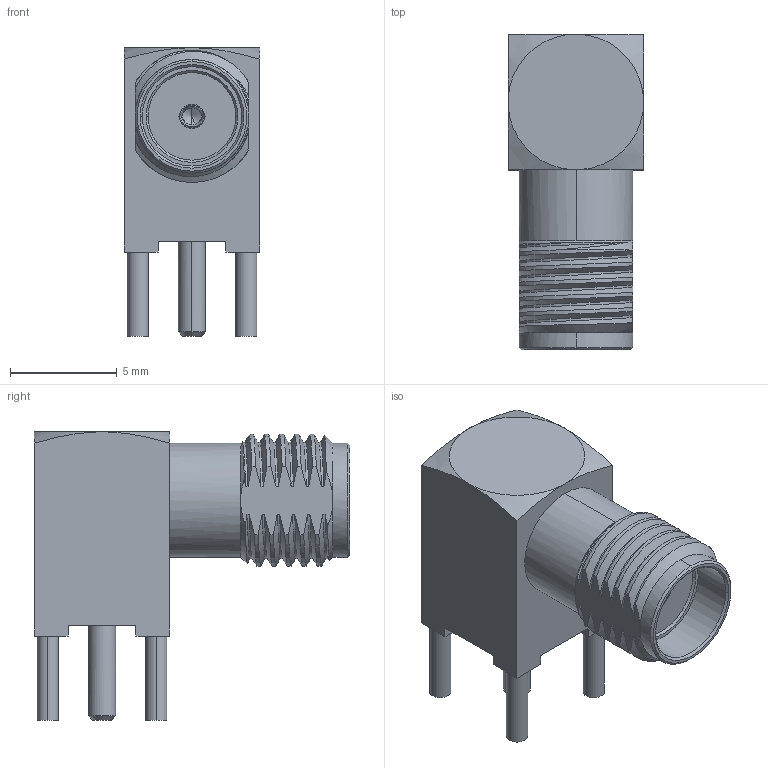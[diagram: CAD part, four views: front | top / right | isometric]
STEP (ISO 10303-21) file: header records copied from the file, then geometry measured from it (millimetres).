
FILE_DESCRIPTION((''),'2;1');
FILE_NAME('SMA6252D1-3GT5GP-50_SW0001','2019-04-03T',('Kaviyarasan'),(''),'CREO PARAMETRIC BY PTC INC, 2017020','CREO PARAMETRIC BY PTC INC, 2017020','');
FILE_SCHEMA(('CONFIG_CONTROL_DESIGN'));
Length unit declared in the file: inch
Products named in the file (1): SMA6252D1-3GT5GP-50_SW0001
Bounding box: 6.35 x 14.78 x 13.5 mm (x, y, z)
Volume: 552.8 mm3; surface area: 607.7 mm2
Topology: 1 solids, 1 shells, 142 faces, 371 edges, 235 vertices
Faces by surface type: bspline 47, plane 45, cylinder 33, cone 17
Entity records: 7477 total; most frequent: CARTESIAN_POINT 4333, ORIENTED_EDGE 738, DIRECTION 484, EDGE_CURVE 369, VERTEX_POINT 235, AXIS2_PLACEMENT_3D 171, EDGE_LOOP 152, B_SPLINE_CURVE_WITH_KNOTS 151
